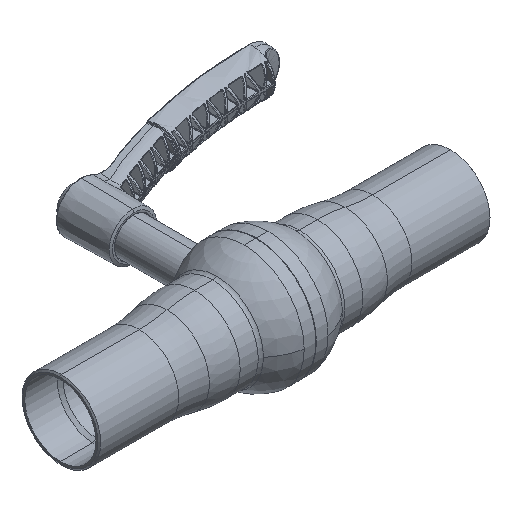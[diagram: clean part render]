
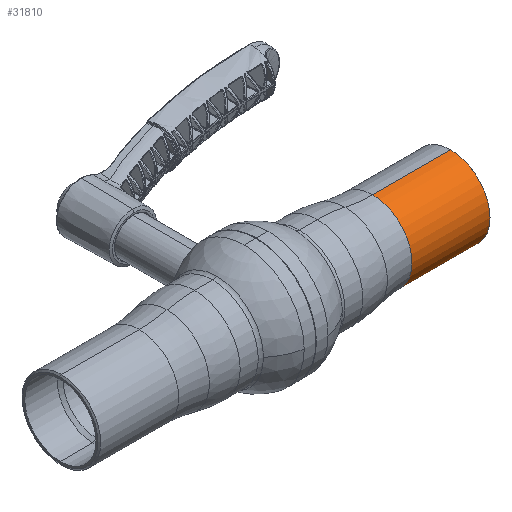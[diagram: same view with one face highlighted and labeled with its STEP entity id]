
A CAD part, isometric view. The second image highlights one B-rep face of the part: STEP entity #31810.
In plain terms, the highlighted cylindrical face has radius 30.15 mm (diameter 60.3 mm), a partial arc.
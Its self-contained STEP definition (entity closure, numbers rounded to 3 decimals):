
#483 = EDGE_LOOP ( 'NONE', ( #29002, #20169, #35890, #11422 ) ) ;
#603 = DIRECTION ( 'NONE',  ( 1., 0., 0. ) ) ;
#1789 = CIRCLE ( 'NONE', #8297, 30.15 ) ;
#2442 = LINE ( 'NONE', #5584, #19255 ) ;
#3035 = CARTESIAN_POINT ( 'NONE',  ( 149.249, 14.718, 0. ) ) ;
#3571 = FACE_OUTER_BOUND ( 'NONE', #483, .T. ) ;
#3746 = DIRECTION ( 'NONE',  ( 0., 0., 1. ) ) ;
#3969 = LINE ( 'NONE', #32619, #26842 ) ;
#4362 = DIRECTION ( 'NONE',  ( 1., 0., 0. ) ) ;
#5227 = DIRECTION ( 'NONE',  ( 1., 0., 0. ) ) ;
#5584 = CARTESIAN_POINT ( 'NONE',  ( 222.77, 14.718, -30.15 ) ) ;
#7985 = CARTESIAN_POINT ( 'NONE',  ( 89.443, 14.718, -30.15 ) ) ;
#8297 = AXIS2_PLACEMENT_3D ( 'NONE', #3035, #33542, #25529 ) ;
#10201 = VERTEX_POINT ( 'NONE', #7985 ) ;
#11096 = CIRCLE ( 'NONE', #29514, 30.15 ) ;
#11422 = ORIENTED_EDGE ( 'NONE', *, *, #36628, .F. ) ;
#12254 = EDGE_CURVE ( 'NONE', #17796, #27227, #1789, .T. ) ;
#13360 = EDGE_CURVE ( 'NONE', #10201, #17796, #2442, .T. ) ;
#14901 = CYLINDRICAL_SURFACE ( 'NONE', #29540, 30.15 ) ;
#15312 = DIRECTION ( 'NONE',  ( 1., 0., 0. ) ) ;
#15565 = CARTESIAN_POINT ( 'NONE',  ( 149.249, 14.718, 30.15 ) ) ;
#15884 = VERTEX_POINT ( 'NONE', #17871 ) ;
#17796 = VERTEX_POINT ( 'NONE', #23582 ) ;
#17871 = CARTESIAN_POINT ( 'NONE',  ( 89.443, 14.718, 30.15 ) ) ;
#19255 = VECTOR ( 'NONE', #5227, 1000. ) ;
#20169 = ORIENTED_EDGE ( 'NONE', *, *, #13360, .T. ) ;
#23582 = CARTESIAN_POINT ( 'NONE',  ( 149.249, 14.718, -30.15 ) ) ;
#25529 = DIRECTION ( 'NONE',  ( 0., 0., -1. ) ) ;
#26499 = DIRECTION ( 'NONE',  ( 0., 0., 1. ) ) ;
#26842 = VECTOR ( 'NONE', #15312, 1000. ) ;
#27227 = VERTEX_POINT ( 'NONE', #15565 ) ;
#28684 = CARTESIAN_POINT ( 'NONE',  ( 222.77, 14.718, 0. ) ) ;
#29002 = ORIENTED_EDGE ( 'NONE', *, *, #34945, .T. ) ;
#29514 = AXIS2_PLACEMENT_3D ( 'NONE', #35435, #4362, #26499 ) ;
#29540 = AXIS2_PLACEMENT_3D ( 'NONE', #28684, #603, #3746 ) ;
#31810 = ADVANCED_FACE ( 'NONE', ( #3571 ), #14901, .T. ) ;
#32619 = CARTESIAN_POINT ( 'NONE',  ( 222.77, 14.718, 30.15 ) ) ;
#33542 = DIRECTION ( 'NONE',  ( -1., 0., 0. ) ) ;
#34945 = EDGE_CURVE ( 'NONE', #15884, #10201, #11096, .T. ) ;
#35435 = CARTESIAN_POINT ( 'NONE',  ( 89.443, 14.718, 0. ) ) ;
#35890 = ORIENTED_EDGE ( 'NONE', *, *, #12254, .T. ) ;
#36628 = EDGE_CURVE ( 'NONE', #15884, #27227, #3969, .T. ) ;
